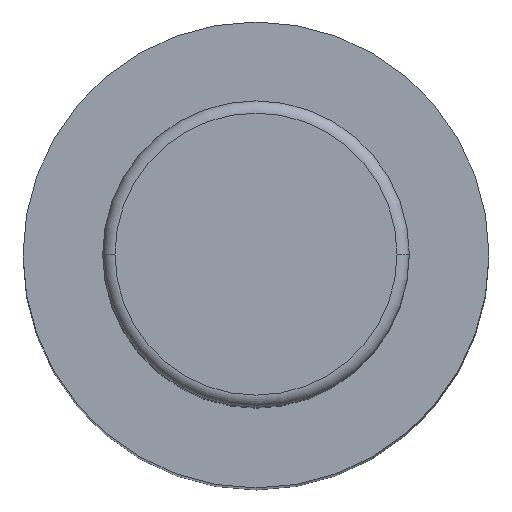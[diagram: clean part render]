
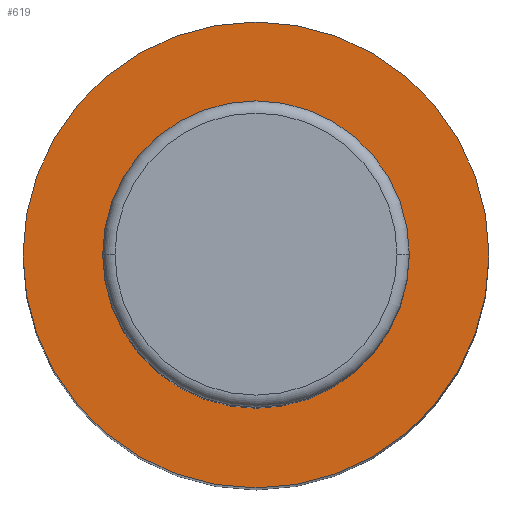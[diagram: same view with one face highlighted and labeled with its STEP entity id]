
A CAD part, top view. The second image highlights one B-rep face of the part: STEP entity #619.
In plain terms, the highlighted planar face has unit normal (0, 0, 1).
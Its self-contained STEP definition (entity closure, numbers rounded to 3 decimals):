
#13 = EDGE_CURVE ( 'NONE', #202, #289, #391, .T. ) ;
#29 = FACE_OUTER_BOUND ( 'NONE', #163, .T. ) ;
#39 = CIRCLE ( 'NONE', #325, 19. ) ;
#70 = DIRECTION ( 'NONE',  ( 0., 0., 1. ) ) ;
#128 = ORIENTED_EDGE ( 'NONE', *, *, #287, .F. ) ;
#163 = EDGE_LOOP ( 'NONE', ( #568, #128 ) ) ;
#174 = DIRECTION ( 'NONE',  ( 0., 0., -1. ) ) ;
#184 = ORIENTED_EDGE ( 'NONE', *, *, #13, .T. ) ;
#202 = VERTEX_POINT ( 'NONE', #889 ) ;
#203 = VERTEX_POINT ( 'NONE', #909 ) ;
#218 = CARTESIAN_POINT ( 'NONE',  ( 19., 0., 95. ) ) ;
#255 = ORIENTED_EDGE ( 'NONE', *, *, #838, .T. ) ;
#287 = EDGE_CURVE ( 'NONE', #457, #203, #39, .T. ) ;
#289 = VERTEX_POINT ( 'NONE', #522 ) ;
#325 = AXIS2_PLACEMENT_3D ( 'NONE', #897, #942, #552 ) ;
#333 = AXIS2_PLACEMENT_3D ( 'NONE', #688, #499, #981 ) ;
#391 = CIRCLE ( 'NONE', #741, 12.5 ) ;
#443 = CARTESIAN_POINT ( 'NONE',  ( 0., 0., 95. ) ) ;
#453 = DIRECTION ( 'NONE',  ( -1., 0., 0. ) ) ;
#455 = DIRECTION ( 'NONE',  ( 1., 0., 0. ) ) ;
#457 = VERTEX_POINT ( 'NONE', #218 ) ;
#499 = DIRECTION ( 'NONE',  ( 0., 0., -1. ) ) ;
#500 = EDGE_CURVE ( 'NONE', #203, #457, #931, .T. ) ;
#522 = CARTESIAN_POINT ( 'NONE',  ( -12.5, 0., 95. ) ) ;
#552 = DIRECTION ( 'NONE',  ( -1., 0., 0. ) ) ;
#555 = CARTESIAN_POINT ( 'NONE',  ( 0., 0., 95. ) ) ;
#567 = FACE_BOUND ( 'NONE', #835, .T. ) ;
#568 = ORIENTED_EDGE ( 'NONE', *, *, #500, .F. ) ;
#619 = ADVANCED_FACE ( 'NONE', ( #567, #29 ), #881, .T. ) ;
#688 = CARTESIAN_POINT ( 'NONE',  ( 0., 0., 95. ) ) ;
#703 = CARTESIAN_POINT ( 'NONE',  ( -12.5, 0., 95. ) ) ;
#741 = AXIS2_PLACEMENT_3D ( 'NONE', #443, #932, #453 ) ;
#751 = AXIS2_PLACEMENT_3D ( 'NONE', #703, #70, #455 ) ;
#801 = AXIS2_PLACEMENT_3D ( 'NONE', #555, #174, #890 ) ;
#835 = EDGE_LOOP ( 'NONE', ( #255, #184 ) ) ;
#838 = EDGE_CURVE ( 'NONE', #289, #202, #950, .T. ) ;
#881 = PLANE ( 'NONE',  #751 ) ;
#889 = CARTESIAN_POINT ( 'NONE',  ( 12.5, 0., 95. ) ) ;
#890 = DIRECTION ( 'NONE',  ( -1., 0., 0. ) ) ;
#897 = CARTESIAN_POINT ( 'NONE',  ( 0., 0., 95. ) ) ;
#909 = CARTESIAN_POINT ( 'NONE',  ( -19., 0., 95. ) ) ;
#931 = CIRCLE ( 'NONE', #333, 19. ) ;
#932 = DIRECTION ( 'NONE',  ( 0., 0., -1. ) ) ;
#942 = DIRECTION ( 'NONE',  ( 0., 0., -1. ) ) ;
#950 = CIRCLE ( 'NONE', #801, 12.5 ) ;
#981 = DIRECTION ( 'NONE',  ( -1., 0., 0. ) ) ;
